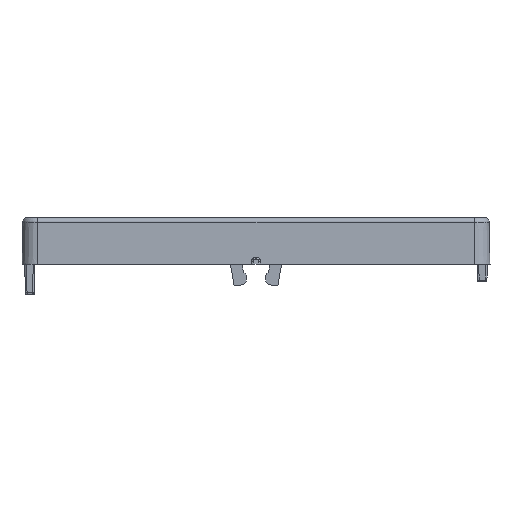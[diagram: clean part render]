
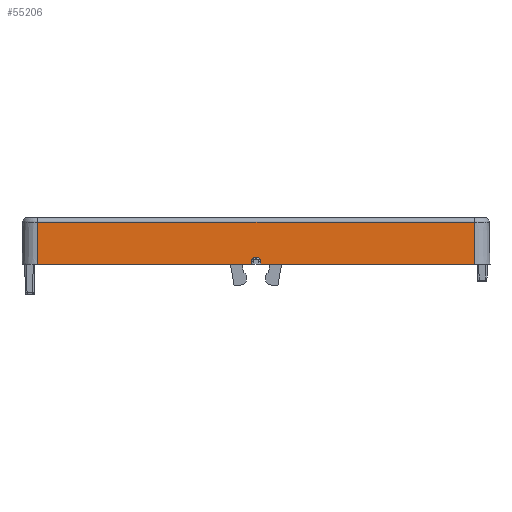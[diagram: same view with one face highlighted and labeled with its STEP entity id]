
A CAD part, left-side view. The second image highlights one B-rep face of the part: STEP entity #55206.
In plain terms, the highlighted planar face has unit normal (-1, 0, 0.018).
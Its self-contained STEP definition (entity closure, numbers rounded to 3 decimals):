
#55180=AXIS2_PLACEMENT_3D('Plane Axis2P3D',#55177,#55178,#55179) ;
#18218=CARTESIAN_POINT('Vertex',(-26.593,-24.8,35.)) ;
#18221=CARTESIAN_POINT('Line Origine',(-26.593,-12.671,35.)) ;
#18225=CARTESIAN_POINT('Vertex',(-26.593,-0.542,35.)) ;
#18290=CARTESIAN_POINT('Vertex',(-26.593,0.542,35.)) ;
#18293=CARTESIAN_POINT('Line Origine',(-26.593,12.671,35.)) ;
#18297=CARTESIAN_POINT('Vertex',(-26.593,24.8,35.)) ;
#25688=CARTESIAN_POINT('Vertex',(-26.587,-0.525,35.326)) ;
#25698=CARTESIAN_POINT('Control Point',(-26.593,-0.542,35.)) ;
#25699=CARTESIAN_POINT('Control Point',(-26.587,-0.525,35.326)) ;
#25718=CARTESIAN_POINT('Vertex',(-26.579,-0.026,35.8)) ;
#25731=CARTESIAN_POINT('Control Point',(-26.579,-0.026,35.8)) ;
#25732=CARTESIAN_POINT('Control Point',(-26.579,-0.215,35.8)) ;
#25733=CARTESIAN_POINT('Control Point',(-26.58,-0.407,35.702)) ;
#25734=CARTESIAN_POINT('Control Point',(-26.584,-0.515,35.516)) ;
#25735=CARTESIAN_POINT('Control Point',(-26.587,-0.525,35.326)) ;
#25746=CARTESIAN_POINT('Control Point',(-26.593,0.542,35.)) ;
#25747=CARTESIAN_POINT('Control Point',(-26.587,0.525,35.326)) ;
#25748=CARTESIAN_POINT('Vertex',(-26.587,0.525,35.326)) ;
#25776=CARTESIAN_POINT('Vertex',(-26.579,0.026,35.8)) ;
#25784=CARTESIAN_POINT('Line Origine',(-26.579,0.,35.8)) ;
#25855=CARTESIAN_POINT('Control Point',(-26.579,0.026,35.8)) ;
#25856=CARTESIAN_POINT('Control Point',(-26.579,0.215,35.8)) ;
#25857=CARTESIAN_POINT('Control Point',(-26.58,0.407,35.702)) ;
#25858=CARTESIAN_POINT('Control Point',(-26.584,0.515,35.516)) ;
#25859=CARTESIAN_POINT('Control Point',(-26.587,0.525,35.326)) ;
#55154=CARTESIAN_POINT('Vertex',(-26.509,-24.8,39.809)) ;
#55159=CARTESIAN_POINT('Line Origine',(-26.546,-24.8,37.65)) ;
#55177=CARTESIAN_POINT('Axis2P3D Location',(-26.5,0.,40.3)) ;
#55182=CARTESIAN_POINT('Line Origine',(-26.546,24.8,37.65)) ;
#55186=CARTESIAN_POINT('Vertex',(-26.509,24.8,39.809)) ;
#55189=CARTESIAN_POINT('Line Origine',(-26.509,0.,39.809)) ;
#18222=DIRECTION('Vector Direction',(0.,1.,0.)) ;
#18294=DIRECTION('Vector Direction',(0.,1.,0.)) ;
#25785=DIRECTION('Vector Direction',(0.,1.,0.)) ;
#55160=DIRECTION('Vector Direction',(-0.017,0.,-1.)) ;
#55178=DIRECTION('Axis2P3D Direction',(-1.,0.,0.017)) ;
#55179=DIRECTION('Axis2P3D XDirection',(0.,1.,0.)) ;
#55183=DIRECTION('Vector Direction',(-0.017,0.,-1.)) ;
#55190=DIRECTION('Vector Direction',(0.,1.,0.)) ;
#18223=VECTOR('Line Direction',#18222,1.) ;
#18295=VECTOR('Line Direction',#18294,1.) ;
#25786=VECTOR('Line Direction',#25785,1.) ;
#55161=VECTOR('Line Direction',#55160,1.) ;
#55184=VECTOR('Line Direction',#55183,1.) ;
#55191=VECTOR('Line Direction',#55190,1.) ;
#55195=ORIENTED_EDGE('',*,*,#55188,.F.) ;
#55196=ORIENTED_EDGE('',*,*,#18299,.F.) ;
#55197=ORIENTED_EDGE('',*,*,#25750,.T.) ;
#55198=ORIENTED_EDGE('',*,*,#25860,.F.) ;
#55199=ORIENTED_EDGE('',*,*,#25788,.F.) ;
#55200=ORIENTED_EDGE('',*,*,#25736,.T.) ;
#55201=ORIENTED_EDGE('',*,*,#25700,.F.) ;
#55202=ORIENTED_EDGE('',*,*,#18227,.F.) ;
#55203=ORIENTED_EDGE('',*,*,#55163,.T.) ;
#55204=ORIENTED_EDGE('',*,*,#55193,.F.) ;
#55206=ADVANCED_FACE('PartBody',(#55205),#55181,.T.) ;
#25697=B_SPLINE_CURVE_WITH_KNOTS('',1,(#25698,#25699),.UNSPECIFIED.,.F.,.U.,(2,2),(-0.163,0.163),.UNSPECIFIED.) ;
#25730=B_SPLINE_CURVE_WITH_KNOTS('',4,(#25731,#25732,#25733,#25734,#25735),.UNSPECIFIED.,.F.,.U.,(5,5),(0.,1.074),.UNSPECIFIED.) ;
#25745=B_SPLINE_CURVE_WITH_KNOTS('',1,(#25746,#25747),.UNSPECIFIED.,.F.,.U.,(2,2),(-0.163,0.163),.UNSPECIFIED.) ;
#25854=B_SPLINE_CURVE_WITH_KNOTS('',4,(#25855,#25856,#25857,#25858,#25859),.UNSPECIFIED.,.F.,.U.,(5,5),(0.,1.074),.UNSPECIFIED.) ;
#18227=EDGE_CURVE('',#18219,#18226,#18224,.T.) ;
#18299=EDGE_CURVE('',#18291,#18298,#18296,.T.) ;
#25700=EDGE_CURVE('',#18226,#25689,#25697,.T.) ;
#25736=EDGE_CURVE('',#25719,#25689,#25730,.T.) ;
#25750=EDGE_CURVE('',#18291,#25749,#25745,.T.) ;
#25788=EDGE_CURVE('',#25719,#25777,#25787,.T.) ;
#25860=EDGE_CURVE('',#25777,#25749,#25854,.T.) ;
#55163=EDGE_CURVE('',#18219,#55155,#55162,.F.) ;
#55188=EDGE_CURVE('',#18298,#55187,#55185,.F.) ;
#55193=EDGE_CURVE('',#55187,#55155,#55192,.F.) ;
#55194=EDGE_LOOP('',(#55195,#55196,#55197,#55198,#55199,#55200,#55201,#55202,#55203,#55204)) ;
#55205=FACE_OUTER_BOUND('',#55194,.T.) ;
#18224=LINE('Line',#18221,#18223) ;
#18296=LINE('Line',#18293,#18295) ;
#25787=LINE('Line',#25784,#25786) ;
#55162=LINE('Line',#55159,#55161) ;
#55185=LINE('Line',#55182,#55184) ;
#55192=LINE('Line',#55189,#55191) ;
#55181=PLANE('',#55180) ;
#18219=VERTEX_POINT('',#18218) ;
#18226=VERTEX_POINT('',#18225) ;
#18291=VERTEX_POINT('',#18290) ;
#18298=VERTEX_POINT('',#18297) ;
#25689=VERTEX_POINT('',#25688) ;
#25719=VERTEX_POINT('',#25718) ;
#25749=VERTEX_POINT('',#25748) ;
#25777=VERTEX_POINT('',#25776) ;
#55155=VERTEX_POINT('',#55154) ;
#55187=VERTEX_POINT('',#55186) ;
